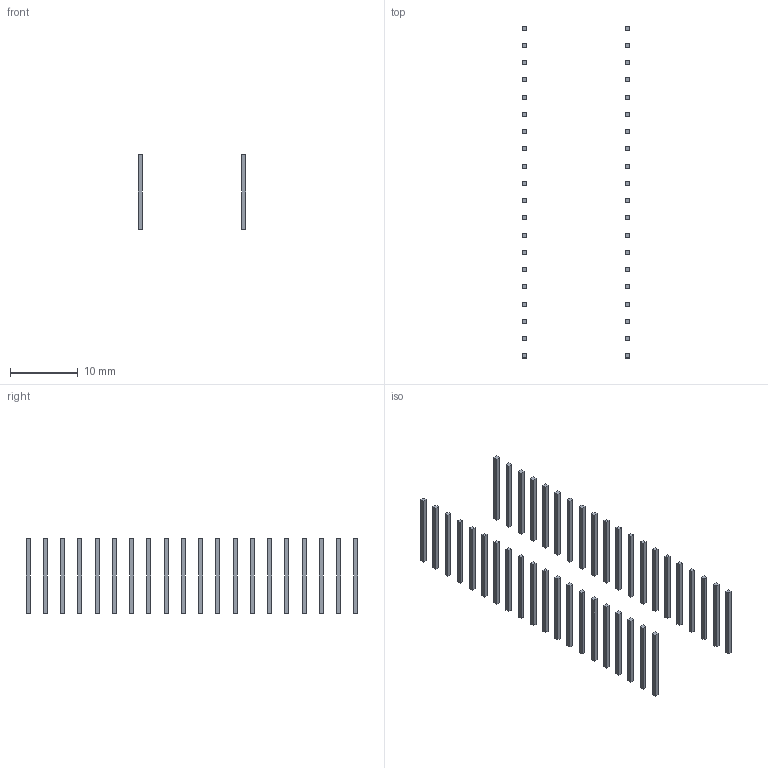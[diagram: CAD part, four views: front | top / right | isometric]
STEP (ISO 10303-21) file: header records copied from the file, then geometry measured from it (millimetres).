
FILE_DESCRIPTION(('FreeCAD Model'),'2;1');
FILE_NAME('pinsmaple.step' ,'2020-07-31T23:39:16',('kicad StepUp'),('ksu MCAD'), 'Open CASCADE STEP processor 7.3','FreeCAD','Unknown');
FILE_SCHEMA(('AUTOMOTIVE_DESIGN { 1 0 10303 214 1 1 1 1 }'));
Length unit declared in the file: millimetre
Products named in the file (1): pinsmaple
Bounding box: 15.85 x 48.86 x 11 mm (x, y, z)
Volume: 158.4 mm3; surface area: 1084.8 mm2
Topology: 40 solids, 40 shells, 240 faces, 480 edges, 320 vertices
Faces by surface type: plane 240
Entity records: 7698 total; most frequent: CARTESIAN_POINT 1041, DIRECTION 962, ORIENTED_EDGE 960, EDGE_CURVE 480, LINE 480, VECTOR 480, VERTEX_POINT 320, AXIS2_PLACEMENT_3D 241
